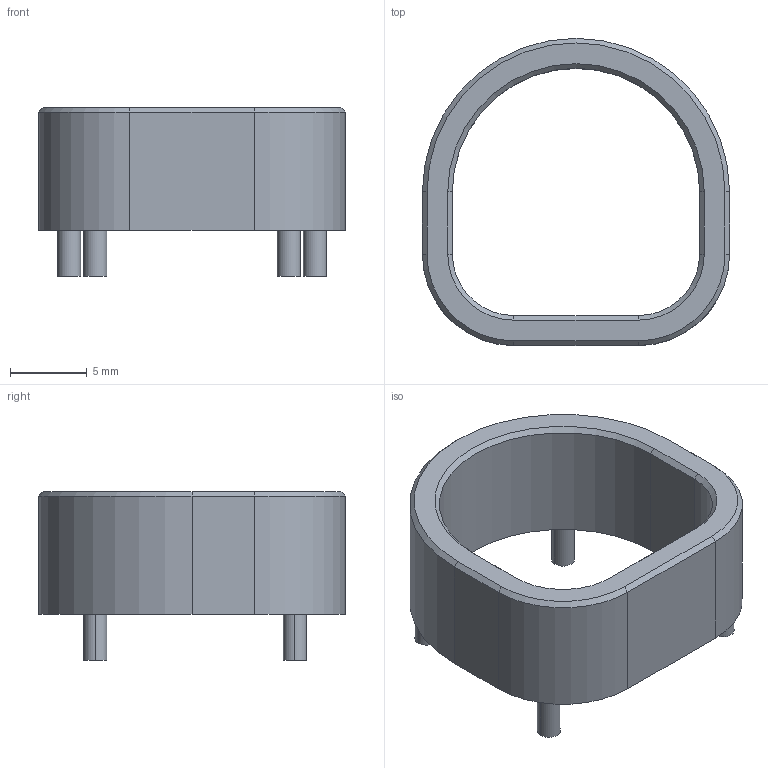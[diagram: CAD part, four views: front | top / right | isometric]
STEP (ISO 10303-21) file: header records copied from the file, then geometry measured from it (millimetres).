
FILE_DESCRIPTION (( 'STEP AP214' ), '1' );
FILE_NAME ('SocketAltPalmBody.STEP', '2019-05-22T18:00:37', ( '' ), ( '' ), 'SwSTEP 2.0', 'SolidWorks 2016', '' );
FILE_SCHEMA (( 'AUTOMOTIVE_DESIGN' ));
Length unit declared in the file: millimetre
Products named in the file (1): SocketAltPalmBody
Bounding box: 20 x 20 x 11 mm (x, y, z)
Volume: 953 mm3; surface area: 1241.1 mm2
Topology: 1 solids, 1 shells, 50 faces, 108 edges, 68 vertices
Faces by surface type: cylinder 22, plane 22, cone 6
Entity records: 1404 total; most frequent: DIRECTION 260, CARTESIAN_POINT 227, ORIENTED_EDGE 216, EDGE_CURVE 108, AXIS2_PLACEMENT_3D 101, VERTEX_POINT 68, EDGE_LOOP 60, VECTOR 58
